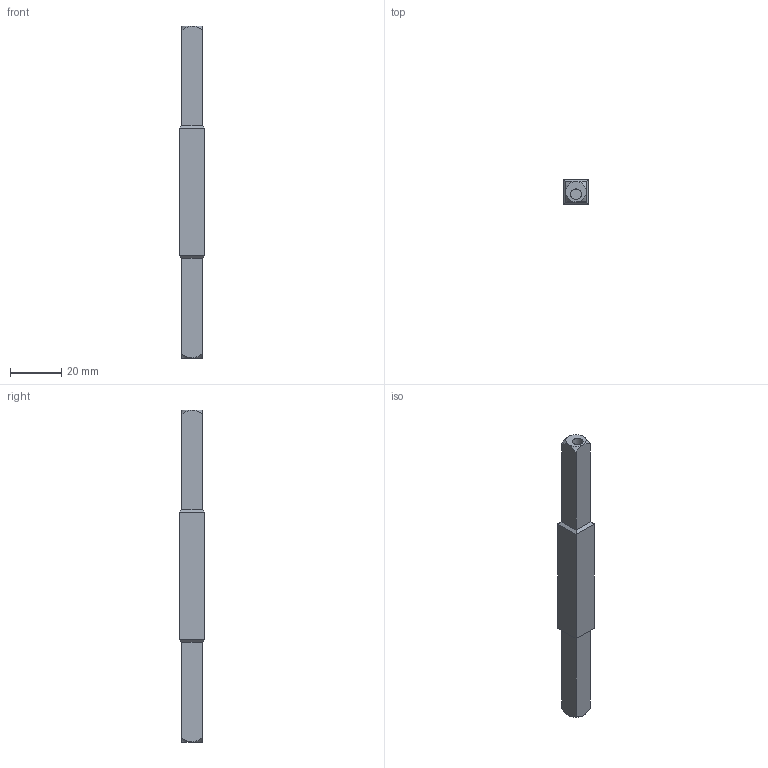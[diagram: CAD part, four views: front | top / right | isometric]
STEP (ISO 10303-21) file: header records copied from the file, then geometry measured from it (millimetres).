
FILE_DESCRIPTION (( 'STEP AP203' ), '1' );
FILE_NAME ('8085.step', '2019-11-26T13:05:26', ( '' ), ( '' ), 'SwSTEP 2.0', 'SolidWorks 2015', '' );
FILE_SCHEMA (( 'CONFIG_CONTROL_DESIGN' ));
Length unit declared in the file: millimetre
Products named in the file (2): 8085
Bounding box: 10 x 10 x 130 mm (x, y, z)
Volume: 9309.5 mm3; surface area: 5494.1 mm2
Topology: 1 solids, 1 shells, 213 faces, 543 edges, 354 vertices
Faces by surface type: bspline 99, plane 84, cylinder 22, cone 8
Full cylindrical faces by diameter (mm): 4.2 x2
Entity records: 10757 total; most frequent: CARTESIAN_POINT 6126, ORIENTED_EDGE 1082, DIRECTION 627, EDGE_CURVE 541, VERTEX_POINT 354, LINE 247, VECTOR 247, EDGE_LOOP 237
